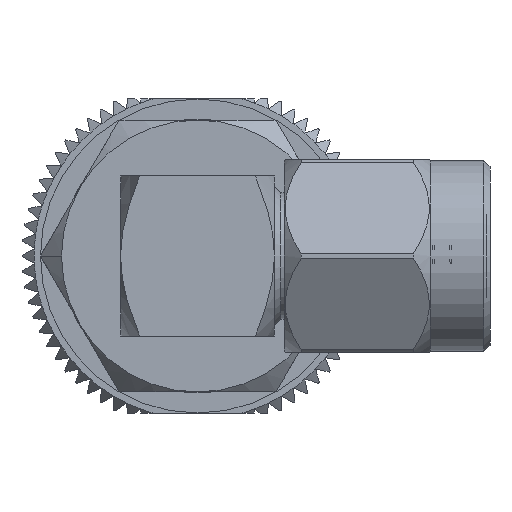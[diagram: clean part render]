
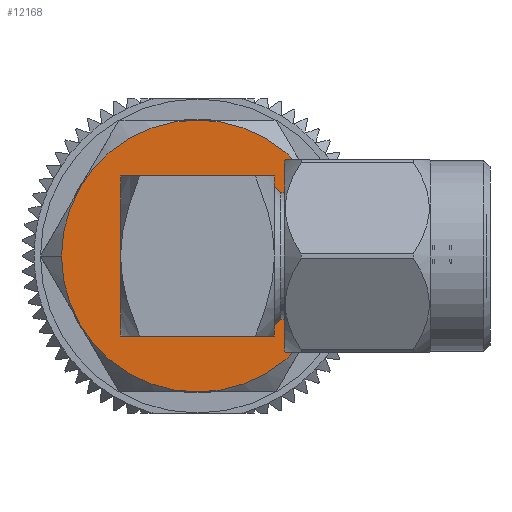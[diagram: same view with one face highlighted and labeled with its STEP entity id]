
A CAD part, left-side view. The second image highlights one B-rep face of the part: STEP entity #12168.
In plain terms, the highlighted planar face has unit normal (-1, 0, 0).
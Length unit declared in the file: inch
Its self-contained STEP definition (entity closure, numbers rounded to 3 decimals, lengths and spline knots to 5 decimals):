
#464 = DIRECTION ( 'NONE',  ( 0., 0., -1. ) ) ;
#861 = CARTESIAN_POINT ( 'NONE',  ( 0., 0.22084, 0. ) ) ;
#2009 = CARTESIAN_POINT ( 'NONE',  ( 0., 0., 0. ) ) ;
#2062 = VERTEX_POINT ( 'NONE', #861 ) ;
#2077 = CARTESIAN_POINT ( 'NONE',  ( 0., -0.11042, -0.19125 ) ) ;
#2247 = CARTESIAN_POINT ( 'NONE',  ( 0., 0., 0. ) ) ;
#2258 = DIRECTION ( 'NONE',  ( 1., 0., 0. ) ) ;
#2957 = AXIS2_PLACEMENT_3D ( 'NONE', #18782, #6183, #7750 ) ;
#2969 = CARTESIAN_POINT ( 'NONE',  ( 0., 0., 0. ) ) ;
#3079 = DIRECTION ( 'NONE',  ( 1., 0., 0. ) ) ;
#3544 = PLANE ( 'NONE',  #15779 ) ;
#4565 = DIRECTION ( 'NONE',  ( 1., 0., 0. ) ) ;
#5052 = DIRECTION ( 'NONE',  ( 1., 0., 0. ) ) ;
#5462 = AXIS2_PLACEMENT_3D ( 'NONE', #2247, #14833, #464 ) ;
#5678 = ORIENTED_EDGE ( 'NONE', *, *, #16159, .F. ) ;
#6061 = DIRECTION ( 'NONE',  ( 0., 0., -1. ) ) ;
#6183 = DIRECTION ( 'NONE',  ( 1., 0., 0. ) ) ;
#6331 = EDGE_CURVE ( 'NONE', #20284, #15406, #12137, .T. ) ;
#7191 = VERTEX_POINT ( 'NONE', #9230 ) ;
#7348 = CARTESIAN_POINT ( 'NONE',  ( 0., 0., 0.22084 ) ) ;
#7750 = DIRECTION ( 'NONE',  ( 0., 0., -1. ) ) ;
#7848 = EDGE_CURVE ( 'NONE', #15406, #12175, #12126, .T. ) ;
#8374 = EDGE_CURVE ( 'NONE', #16739, #14163, #19004, .T. ) ;
#8396 = DIRECTION ( 'NONE',  ( 0., 0., -1. ) ) ;
#8665 = EDGE_CURVE ( 'NONE', #14163, #20284, #19980, .T. ) ;
#8758 = DIRECTION ( 'NONE',  ( 0., 0., -1. ) ) ;
#9230 = CARTESIAN_POINT ( 'NONE',  ( 0., 0.11042, -0.19125 ) ) ;
#9270 = DIRECTION ( 'NONE',  ( 0., 0., -1. ) ) ;
#10221 = ORIENTED_EDGE ( 'NONE', *, *, #7848, .F. ) ;
#10323 = CARTESIAN_POINT ( 'NONE',  ( 0., 0.11042, 0.19125 ) ) ;
#10485 = AXIS2_PLACEMENT_3D ( 'NONE', #2969, #4565, #6061 ) ;
#11091 = CIRCLE ( 'NONE', #17150, 0.22084 ) ;
#11218 = EDGE_LOOP ( 'NONE', ( #5678, #15369, #10221, #13903, #11956, #17049, #19037 ) ) ;
#11777 = CARTESIAN_POINT ( 'NONE',  ( 0., -0.22084, 0. ) ) ;
#11886 = CARTESIAN_POINT ( 'NONE',  ( 0., 0., 0. ) ) ;
#11956 = ORIENTED_EDGE ( 'NONE', *, *, #8665, .F. ) ;
#12126 = CIRCLE ( 'NONE', #10485, 0.22084 ) ;
#12137 = CIRCLE ( 'NONE', #19169, 0.22084 ) ;
#12168 = ADVANCED_FACE ( 'NONE', ( #15378 ), #3544, .F. ) ;
#12175 = VERTEX_POINT ( 'NONE', #2077 ) ;
#12760 = CIRCLE ( 'NONE', #20239, 0.22084 ) ;
#13220 = CARTESIAN_POINT ( 'NONE',  ( 0., 0., 0. ) ) ;
#13903 = ORIENTED_EDGE ( 'NONE', *, *, #6331, .F. ) ;
#14105 = DIRECTION ( 'NONE',  ( -1., 0., 0. ) ) ;
#14163 = VERTEX_POINT ( 'NONE', #7348 ) ;
#14833 = DIRECTION ( 'NONE',  ( 1., 0., 0. ) ) ;
#15075 = EDGE_CURVE ( 'NONE', #16739, #2062, #11091, .T. ) ;
#15369 = ORIENTED_EDGE ( 'NONE', *, *, #15709, .F. ) ;
#15378 = FACE_OUTER_BOUND ( 'NONE', #11218, .T. ) ;
#15406 = VERTEX_POINT ( 'NONE', #11777 ) ;
#15487 = CARTESIAN_POINT ( 'NONE',  ( 0., 0., 0. ) ) ;
#15709 = EDGE_CURVE ( 'NONE', #12175, #7191, #15962, .T. ) ;
#15779 = AXIS2_PLACEMENT_3D ( 'NONE', #2009, #5052, #8396 ) ;
#15962 = CIRCLE ( 'NONE', #19016, 0.22084 ) ;
#16159 = EDGE_CURVE ( 'NONE', #7191, #2062, #12760, .T. ) ;
#16739 = VERTEX_POINT ( 'NONE', #10323 ) ;
#16762 = CARTESIAN_POINT ( 'NONE',  ( 0., -0.11042, 0.19125 ) ) ;
#17049 = ORIENTED_EDGE ( 'NONE', *, *, #8374, .F. ) ;
#17127 = CARTESIAN_POINT ( 'NONE',  ( 0., 0., 0. ) ) ;
#17150 = AXIS2_PLACEMENT_3D ( 'NONE', #15487, #14105, #20258 ) ;
#17900 = DIRECTION ( 'NONE',  ( 0., 0., -1. ) ) ;
#18210 = DIRECTION ( 'NONE',  ( 1., 0., 0. ) ) ;
#18782 = CARTESIAN_POINT ( 'NONE',  ( 0., 0., 0. ) ) ;
#19004 = CIRCLE ( 'NONE', #2957, 0.22084 ) ;
#19016 = AXIS2_PLACEMENT_3D ( 'NONE', #17127, #3079, #9270 ) ;
#19037 = ORIENTED_EDGE ( 'NONE', *, *, #15075, .T. ) ;
#19169 = AXIS2_PLACEMENT_3D ( 'NONE', #13220, #2258, #17900 ) ;
#19980 = CIRCLE ( 'NONE', #5462, 0.22084 ) ;
#20239 = AXIS2_PLACEMENT_3D ( 'NONE', #11886, #18210, #8758 ) ;
#20258 = DIRECTION ( 'NONE',  ( 0., 0., 1. ) ) ;
#20284 = VERTEX_POINT ( 'NONE', #16762 ) ;
